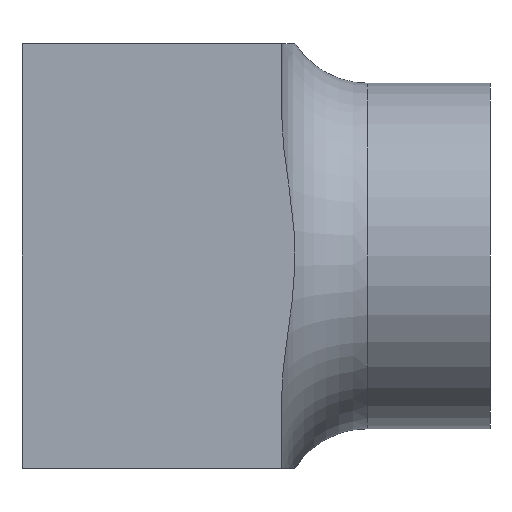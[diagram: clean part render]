
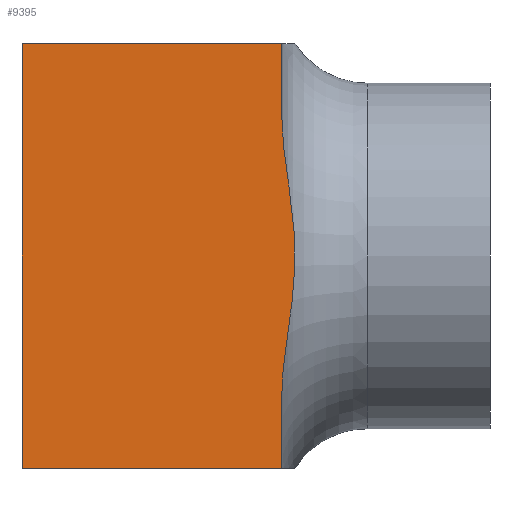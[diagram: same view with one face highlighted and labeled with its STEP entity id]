
A CAD part, left-side view. The second image highlights one B-rep face of the part: STEP entity #9395.
In plain terms, the highlighted planar face has unit normal (-1, 0, 0).
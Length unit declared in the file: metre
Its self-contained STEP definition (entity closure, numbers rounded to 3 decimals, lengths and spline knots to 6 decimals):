
#338=B_SPLINE_CURVE_WITH_KNOTS('',3,(#15247,#15248,#15249,#15250,#15251,
#15252,#15253,#15254,#15255),.UNSPECIFIED.,.F.,.F.,(4,1,1,1,1,1,4),(0.,
0.010408,0.015613,0.020817,0.026021,
0.031225,0.041634),.UNSPECIFIED.);
#754=PLANE('',#10356);
#927=LINE('',#15206,#1361);
#937=LINE('',#15277,#1371);
#938=LINE('',#15279,#1372);
#1184=LINE('',#18747,#1618);
#1185=LINE('',#18748,#1619);
#1361=VECTOR('',#11192,1.);
#1371=VECTOR('',#11218,1.);
#1372=VECTOR('',#11221,1.);
#1618=VECTOR('',#12451,1.);
#1619=VECTOR('',#12452,1.);
#3964=ORIENTED_EDGE('',*,*,#5984,.T.);
#3965=ORIENTED_EDGE('',*,*,#5092,.F.);
#3966=ORIENTED_EDGE('',*,*,#5085,.T.);
#3967=ORIENTED_EDGE('',*,*,#5093,.F.);
#3968=ORIENTED_EDGE('',*,*,#5985,.F.);
#3969=ORIENTED_EDGE('',*,*,#5073,.T.);
#5073=EDGE_CURVE('',#6406,#6405,#927,.T.);
#5085=EDGE_CURVE('',#6418,#6417,#338,.T.);
#5092=EDGE_CURVE('',#6418,#6422,#937,.T.);
#5093=EDGE_CURVE('',#6423,#6417,#938,.T.);
#5984=EDGE_CURVE('',#6405,#6422,#1184,.T.);
#5985=EDGE_CURVE('',#6406,#6423,#1185,.T.);
#6405=VERTEX_POINT('',#15205);
#6406=VERTEX_POINT('',#15207);
#6417=VERTEX_POINT('',#15246);
#6418=VERTEX_POINT('',#15256);
#6422=VERTEX_POINT('',#15276);
#6423=VERTEX_POINT('',#15280);
#8062=EDGE_LOOP('',(#3964,#3965,#3966,#3967,#3968,#3969));
#8600=FACE_BOUND('',#8062,.T.);
#9395=ADVANCED_FACE('',(#8600),#754,.T.);
#10356=AXIS2_PLACEMENT_3D('',#18746,#12449,#12450);
#11192=DIRECTION('',(0.,0.,-1.));
#11218=DIRECTION('',(0.,0.,-1.));
#11221=DIRECTION('',(0.,0.,-1.));
#12449=DIRECTION('',(-1.,0.,0.));
#12450=DIRECTION('',(0.,0.,1.));
#12451=DIRECTION('',(0.,-1.,0.));
#12452=DIRECTION('',(0.,-1.,0.));
#15205=CARTESIAN_POINT('',(-0.0295,0.039,-0.0295));
#15206=CARTESIAN_POINT('',(-0.0295,0.039,0.));
#15207=CARTESIAN_POINT('',(-0.0295,0.039,0.0295));
#15246=CARTESIAN_POINT('',(-0.0295,0.003,0.020634));
#15247=CARTESIAN_POINT('',(-0.0295,0.003,-0.020634));
#15248=CARTESIAN_POINT('',(-0.0295,0.003,-0.017146));
#15249=CARTESIAN_POINT('',(-0.0295,0.002254,-0.011992));
#15250=CARTESIAN_POINT('',(-0.0295,0.001287,-0.005113));
#15251=CARTESIAN_POINT('',(-0.0295,0.000985,0.00004));
#15252=CARTESIAN_POINT('',(-0.0295,0.001295,0.005182));
#15253=CARTESIAN_POINT('',(-0.0295,0.00226,0.012027));
#15254=CARTESIAN_POINT('',(-0.0295,0.003,0.017174));
#15255=CARTESIAN_POINT('',(-0.0295,0.003,0.020634));
#15256=CARTESIAN_POINT('',(-0.0295,0.003,-0.020634));
#15276=CARTESIAN_POINT('',(-0.0295,0.003,-0.0295));
#15277=CARTESIAN_POINT('',(-0.0295,0.003,0.));
#15279=CARTESIAN_POINT('',(-0.0295,0.003,0.));
#15280=CARTESIAN_POINT('',(-0.0295,0.003,0.0295));
#18746=CARTESIAN_POINT('',(-0.0295,0.039,0.));
#18747=CARTESIAN_POINT('',(-0.0295,0.039,-0.0295));
#18748=CARTESIAN_POINT('',(-0.0295,0.039,0.0295));
